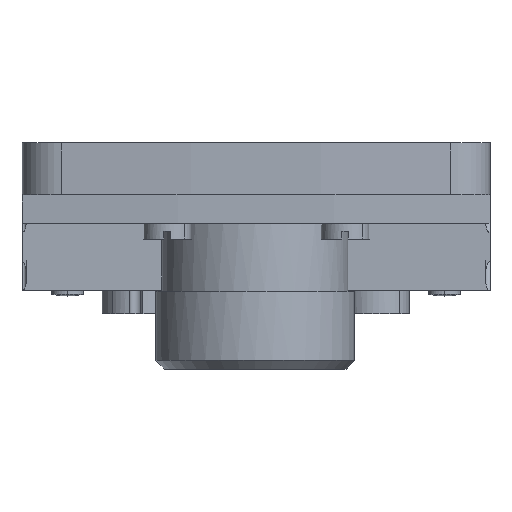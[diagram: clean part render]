
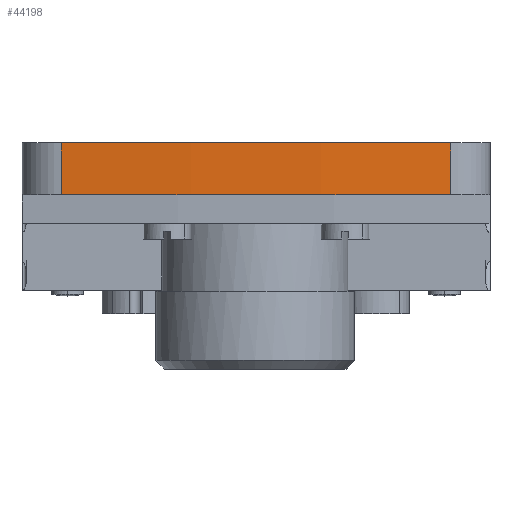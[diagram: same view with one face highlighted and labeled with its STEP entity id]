
A CAD part, front view. The second image highlights one B-rep face of the part: STEP entity #44198.
In plain terms, the highlighted cylindrical face has radius 250 mm (diameter 500 mm), a partial arc.
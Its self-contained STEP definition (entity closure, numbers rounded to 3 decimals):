
#4300=CARTESIAN_POINT('',(46.658,257.986,-103.717));
#4301=DIRECTION('',(0.,0.,1.));
#4302=DIRECTION('',(-0.09,-0.996,0.));
#4303=AXIS2_PLACEMENT_3D('',#4300,#4301,#4302);
#4346=CARTESIAN_POINT('',(46.658,257.986,-109.717));
#4347=DIRECTION('',(0.,0.,-1.));
#4348=DIRECTION('',(0.09,-0.996,0.));
#4349=AXIS2_PLACEMENT_3D('',#4346,#4347,#4348);
#17126=DIRECTION('',(0.,0.,1.));
#17127=VECTOR('',#17126,6.);
#17128=CARTESIAN_POINT('',(24.209,8.996,
-109.717));
#17129=LINE('',#17128,#17127);
#17133=DIRECTION('',(0.,0.,1.));
#17134=VECTOR('',#17133,6.);
#17135=CARTESIAN_POINT('',(69.107,8.996,
-109.717));
#17136=LINE('',#17135,#17134);
#27186=CARTESIAN_POINT('',(24.209,8.996,
-109.717));
#27187=CARTESIAN_POINT('',(24.209,8.996,
-103.717));
#27188=VERTEX_POINT('',#27186);
#27189=VERTEX_POINT('',#27187);
#27190=CARTESIAN_POINT('',(69.107,8.996,
-103.717));
#27191=VERTEX_POINT('',#27190);
#27192=CARTESIAN_POINT('',(69.107,8.996,
-109.717));
#27193=VERTEX_POINT('',#27192);
#44186=CARTESIAN_POINT('',(46.658,257.986,
-109.217));
#44187=DIRECTION('',(0.,0.,-1.));
#44188=DIRECTION('',(-1.,0.,0.));
#44189=AXIS2_PLACEMENT_3D('',#44186,#44187,#44188);
#44190=CYLINDRICAL_SURFACE('',#44189,250.);
#44191=ORIENTED_EDGE('',*,*,#32721,.T.);
#44192=ORIENTED_EDGE('',*,*,#44181,.T.);
#44193=ORIENTED_EDGE('',*,*,#32648,.T.);
#44195=ORIENTED_EDGE('',*,*,#44194,.F.);
#44196=EDGE_LOOP('',(#44191,#44192,#44193,#44195));
#44197=FACE_OUTER_BOUND('',#44196,.F.);
#44198=ADVANCED_FACE('',(#44197),#44190,.T.);
#4304=CIRCLE('',#4303,250.);
#4350=CIRCLE('',#4349,250.);
#32648=EDGE_CURVE('',#27189,#27191,#4304,.T.);
#32721=EDGE_CURVE('',#27193,#27188,#4350,.T.);
#44181=EDGE_CURVE('',#27188,#27189,#17129,.T.);
#44194=EDGE_CURVE('',#27193,#27191,#17136,.T.);
